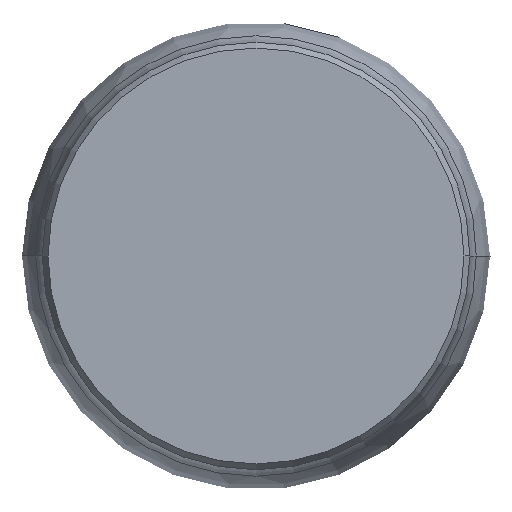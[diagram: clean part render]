
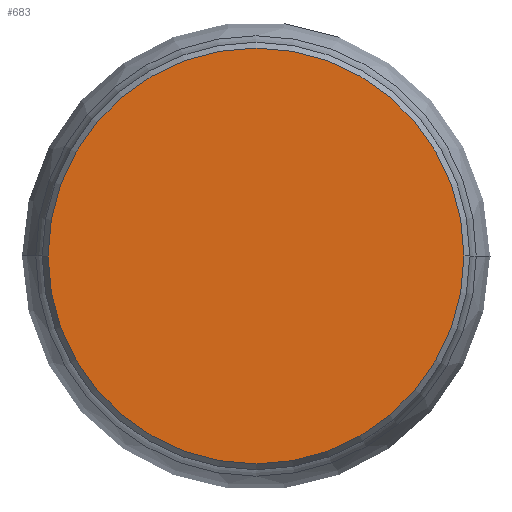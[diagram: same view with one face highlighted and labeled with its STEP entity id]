
A CAD part, left-side view. The second image highlights one B-rep face of the part: STEP entity #683.
In plain terms, the highlighted planar face has unit normal (-1, 0, 0).
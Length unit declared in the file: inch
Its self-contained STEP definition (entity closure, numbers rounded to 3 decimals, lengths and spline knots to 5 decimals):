
#56 = CIRCLE ( 'NONE', #332, 0.0321 ) ;
#71 = FACE_OUTER_BOUND ( 'NONE', #605, .T. ) ;
#80 = CIRCLE ( 'NONE', #293, 0.0321 ) ;
#96 = CARTESIAN_POINT ( 'NONE',  ( 0., 0., 0. ) ) ;
#146 = DIRECTION ( 'NONE',  ( -1., 0., 0. ) ) ;
#148 = DIRECTION ( 'NONE',  ( 0., -1., 0. ) ) ;
#254 = EDGE_CURVE ( 'NONE', #621, #501, #80, .T. ) ;
#289 = AXIS2_PLACEMENT_3D ( 'NONE', #435, #422, #463 ) ;
#292 = EDGE_CURVE ( 'NONE', #501, #621, #56, .T. ) ;
#293 = AXIS2_PLACEMENT_3D ( 'NONE', #96, #146, #148 ) ;
#332 = AXIS2_PLACEMENT_3D ( 'NONE', #382, #460, #416 ) ;
#359 = CARTESIAN_POINT ( 'NONE',  ( 0., -0.0321, 0. ) ) ;
#382 = CARTESIAN_POINT ( 'NONE',  ( 0., 0., 0. ) ) ;
#409 = CARTESIAN_POINT ( 'NONE',  ( 0., 0.0321, 0. ) ) ;
#414 = PLANE ( 'NONE',  #289 ) ;
#416 = DIRECTION ( 'NONE',  ( 0., -1., 0. ) ) ;
#422 = DIRECTION ( 'NONE',  ( 1., 0., 0. ) ) ;
#435 = CARTESIAN_POINT ( 'NONE',  ( 0., 0.0321, 0. ) ) ;
#460 = DIRECTION ( 'NONE',  ( -1., 0., 0. ) ) ;
#463 = DIRECTION ( 'NONE',  ( 0., 1., 0. ) ) ;
#501 = VERTEX_POINT ( 'NONE', #409 ) ;
#575 = ORIENTED_EDGE ( 'NONE', *, *, #292, .T. ) ;
#605 = EDGE_LOOP ( 'NONE', ( #611, #575 ) ) ;
#611 = ORIENTED_EDGE ( 'NONE', *, *, #254, .T. ) ;
#621 = VERTEX_POINT ( 'NONE', #359 ) ;
#683 = ADVANCED_FACE ( 'NONE', ( #71 ), #414, .F. ) ;
